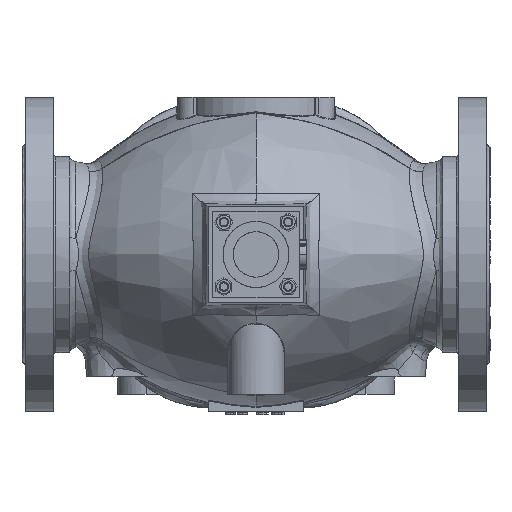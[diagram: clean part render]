
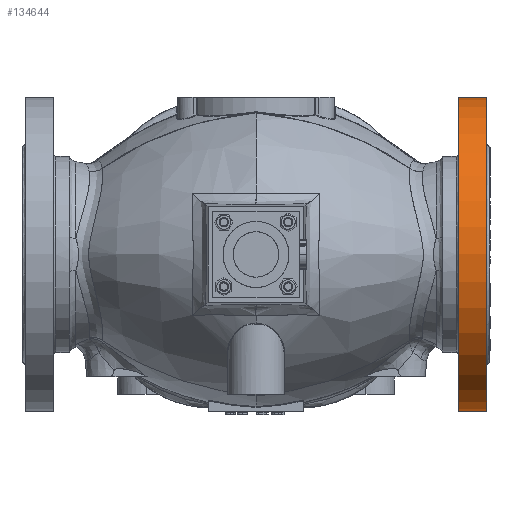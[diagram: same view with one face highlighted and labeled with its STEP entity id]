
A CAD part, front view. The second image highlights one B-rep face of the part: STEP entity #134644.
In plain terms, the highlighted cylindrical face has radius 100 mm (diameter 200 mm), a partial arc.
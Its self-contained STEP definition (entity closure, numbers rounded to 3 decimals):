
#2150 = CARTESIAN_POINT ( 'NONE',  ( 147., 0., 68.471 ) ) ;
#8884 = AXIS2_PLACEMENT_3D ( 'NONE', #2150, #89757, #14719 ) ;
#14333 = VERTEX_POINT ( 'NONE', #40763 ) ;
#14719 = DIRECTION ( 'NONE',  ( 0., 0., -1. ) ) ;
#16180 = DIRECTION ( 'NONE',  ( 1., 0., 0. ) ) ;
#17288 = AXIS2_PLACEMENT_3D ( 'NONE', #84283, #159134, #159682 ) ;
#23861 = CARTESIAN_POINT ( 'NONE',  ( 118.5, 0., 168.471 ) ) ;
#27686 = DIRECTION ( 'NONE',  ( 1., 0., 0. ) ) ;
#35164 = CIRCLE ( 'NONE', #42330, 100. ) ;
#35734 = VERTEX_POINT ( 'NONE', #42602 ) ;
#36806 = EDGE_CURVE ( 'NONE', #155100, #35734, #35164, .T. ) ;
#38590 = FACE_OUTER_BOUND ( 'NONE', #66741, .T. ) ;
#40763 = CARTESIAN_POINT ( 'NONE',  ( 147., 0., -31.529 ) ) ;
#42330 = AXIS2_PLACEMENT_3D ( 'NONE', #102706, #27686, #115285 ) ;
#42602 = CARTESIAN_POINT ( 'NONE',  ( 129., 0., -31.529 ) ) ;
#47883 = ORIENTED_EDGE ( 'NONE', *, *, #68226, .T. ) ;
#60132 = CYLINDRICAL_SURFACE ( 'NONE', #17288, 100. ) ;
#64080 = CIRCLE ( 'NONE', #8884, 100. ) ;
#66437 = CARTESIAN_POINT ( 'NONE',  ( 129., 0., 168.471 ) ) ;
#66741 = EDGE_LOOP ( 'NONE', ( #47883, #117007, #99950, #81213 ) ) ;
#68226 = EDGE_CURVE ( 'NONE', #35734, #14333, #125799, .T. ) ;
#81213 = ORIENTED_EDGE ( 'NONE', *, *, #36806, .T. ) ;
#84283 = CARTESIAN_POINT ( 'NONE',  ( 118.5, 0., 68.471 ) ) ;
#89757 = DIRECTION ( 'NONE',  ( -1., 0., 0. ) ) ;
#90180 = CARTESIAN_POINT ( 'NONE',  ( 118.5, 0., -31.529 ) ) ;
#91506 = VERTEX_POINT ( 'NONE', #131015 ) ;
#99950 = ORIENTED_EDGE ( 'NONE', *, *, #124280, .T. ) ;
#102706 = CARTESIAN_POINT ( 'NONE',  ( 129., 0., 68.471 ) ) ;
#104035 = VECTOR ( 'NONE', #149130, 1000. ) ;
#107914 = LINE ( 'NONE', #23861, #104035 ) ;
#115285 = DIRECTION ( 'NONE',  ( 0., 0., -1. ) ) ;
#117007 = ORIENTED_EDGE ( 'NONE', *, *, #134794, .T. ) ;
#124280 = EDGE_CURVE ( 'NONE', #91506, #155100, #107914, .T. ) ;
#125799 = LINE ( 'NONE', #90180, #158949 ) ;
#131015 = CARTESIAN_POINT ( 'NONE',  ( 147., 0., 168.471 ) ) ;
#134644 = ADVANCED_FACE ( 'NONE', ( #38590 ), #60132, .T. ) ;
#134794 = EDGE_CURVE ( 'NONE', #14333, #91506, #64080, .T. ) ;
#149130 = DIRECTION ( 'NONE',  ( -1., 0., 0. ) ) ;
#155100 = VERTEX_POINT ( 'NONE', #66437 ) ;
#158949 = VECTOR ( 'NONE', #16180, 1000. ) ;
#159134 = DIRECTION ( 'NONE',  ( 1., 0., 0. ) ) ;
#159682 = DIRECTION ( 'NONE',  ( 0., 0., -1. ) ) ;
